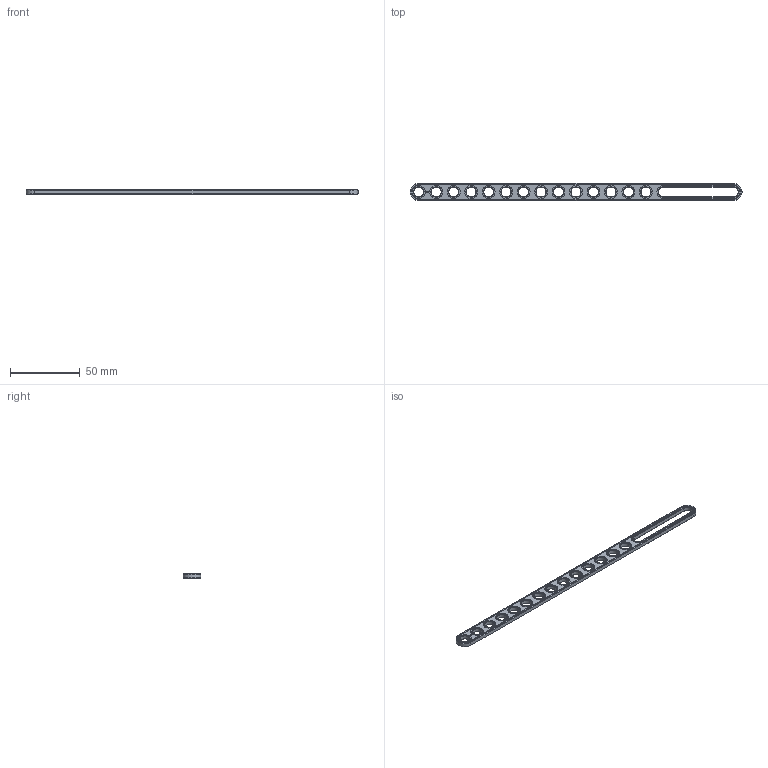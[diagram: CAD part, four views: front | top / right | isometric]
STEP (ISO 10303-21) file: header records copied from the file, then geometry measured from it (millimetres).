
FILE_DESCRIPTION(('FreeCAD Model'),'2;1');
FILE_NAME('Open CASCADE Shape Model','2021-02-26T22:16:37',( 'Paulo Kiefe'),('STEMFIE.org'),'Open CASCADE STEP processor 7.4', 'FreeCAD','Unknown');
FILE_SCHEMA(('AUTOMOTIVE_DESIGN { 1 0 10303 214 1 1 1 1 }'));
Length unit declared in the file: millimetre
Products named in the file (1): Brace_STR_SLT_SE_ERR_-_BU19x01x00.25x05_SPN-BRC-0261_(stemfie.org)
Bounding box: 237.5 x 12.5 x 3.12 mm (x, y, z)
Volume: 6002.6 mm3; surface area: 6772.6 mm2
Topology: 1 solids, 1 shells, 614 faces, 1659 edges, 1096 vertices
Faces by surface type: plane 346, extrusion 196, cone 36, cylinder 36
Full cylindrical faces by diameter (mm): 7 x14, 9.2 x14
Entity records: 42360 total; most frequent: CARTESIAN_POINT 10540, DIRECTION 5111, VECTOR 3985, LINE 3789, ORIENTED_EDGE 3318, PCURVE 3318, DEFINITIONAL_REPRESENTATION 3318, EDGE_CURVE 1659
